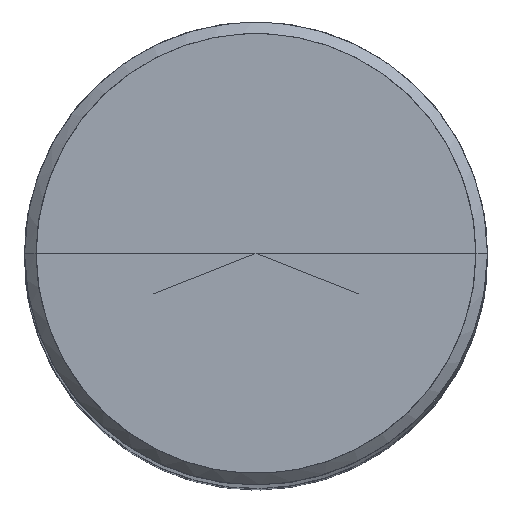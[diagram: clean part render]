
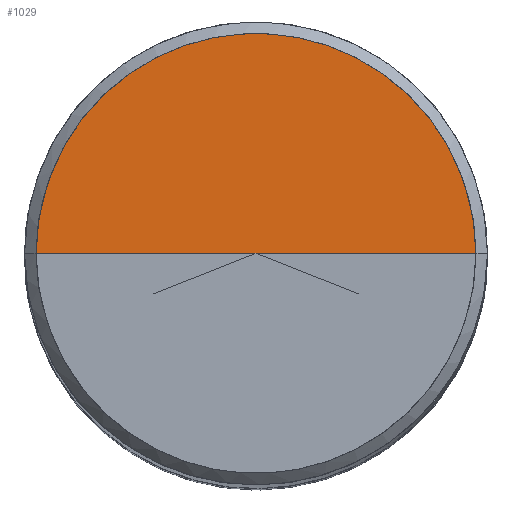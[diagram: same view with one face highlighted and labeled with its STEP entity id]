
A CAD part, top view. The second image highlights one B-rep face of the part: STEP entity #1029.
In plain terms, the highlighted free-form (B-spline) face has degree [1, 2] with [2, 5] control points.
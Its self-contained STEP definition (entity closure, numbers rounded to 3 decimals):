
#808=CARTESIAN_POINT('',(3.8,0.0,32.0));
#809=CARTESIAN_POINT('',(3.8,3.8,32.0));
#810=CARTESIAN_POINT('',(0.0,3.8,32.0));
#811=CARTESIAN_POINT('',(-3.8,3.8,32.0));
#812=CARTESIAN_POINT('',(-3.8,0.0,32.0));
#813=CARTESIAN_POINT('',(0.0,0.0,32.0));
#1014=(
BOUNDED_SURFACE()
B_SPLINE_SURFACE(1,2,(
(#808,#809,#810,#811,#812),
(#813,#813,#813,#813,#813)
), .UNSPECIFIED.,.F.,.F.,.F.)
B_SPLINE_SURFACE_WITH_KNOTS((2,2),(3,2,3),(
0.0,1.0),(
0.0,0.5,1.0), .UNSPECIFIED.)
GEOMETRIC_REPRESENTATION_ITEM()
RATIONAL_B_SPLINE_SURFACE(((1.0,0.707,1.0,0.707,1.0),
(1.0,0.707,1.0,0.707,1.0)
))
REPRESENTATION_ITEM('')
SURFACE()
);
#1015=(
BOUNDED_CURVE()
B_SPLINE_CURVE(2,(#812,#811,#810,#809,#808),.UNSPECIFIED.,.F.,.F.)
B_SPLINE_CURVE_WITH_KNOTS((3,2,3),
(0.0,0.5,1.0),.UNSPECIFIED.)
CURVE()
GEOMETRIC_REPRESENTATION_ITEM()
RATIONAL_B_SPLINE_CURVE((1.0,0.707,1.0,0.707,1.0))
REPRESENTATION_ITEM('')
);
#1016=(
BOUNDED_CURVE()
B_SPLINE_CURVE(1,(#808,#813),.UNSPECIFIED.,.F.,.F.)
B_SPLINE_CURVE_WITH_KNOTS((2,2),
(0.0,1.0),.UNSPECIFIED.)
CURVE()
GEOMETRIC_REPRESENTATION_ITEM()
RATIONAL_B_SPLINE_CURVE((1.0,1.0))
REPRESENTATION_ITEM('')
);
#1017=(
BOUNDED_CURVE()
B_SPLINE_CURVE(1,(#813,#812),.UNSPECIFIED.,.F.,.F.)
B_SPLINE_CURVE_WITH_KNOTS((2,2),
(0.0,1.0),.UNSPECIFIED.)
CURVE()
GEOMETRIC_REPRESENTATION_ITEM()
RATIONAL_B_SPLINE_CURVE((1.0,1.0))
REPRESENTATION_ITEM('')
);
#1018=VERTEX_POINT('',#808);
#1019=VERTEX_POINT('',#812);
#1020=VERTEX_POINT('',#813);
#1021=EDGE_CURVE('',#1019,#1018,#1015,.T.);
#1022=EDGE_CURVE('',#1018,#1020,#1016,.T.);
#1023=EDGE_CURVE('',#1020,#1019,#1017,.T.);
#1024=ORIENTED_EDGE('',*,*,#1021,.T.);
#1025=ORIENTED_EDGE('',*,*,#1022,.T.);
#1026=ORIENTED_EDGE('',*,*,#1023,.T.);
#1027=EDGE_LOOP('',(#1024,#1025,#1026));
#1028=FACE_OUTER_BOUND('',#1027,.T.);
#1029=ADVANCED_FACE('',(#1028),#1014,.T.);
